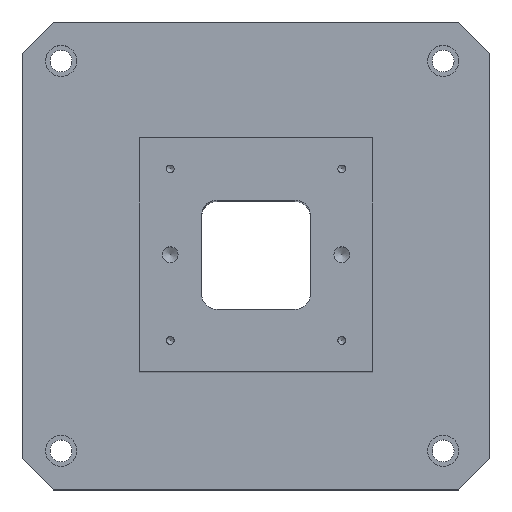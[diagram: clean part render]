
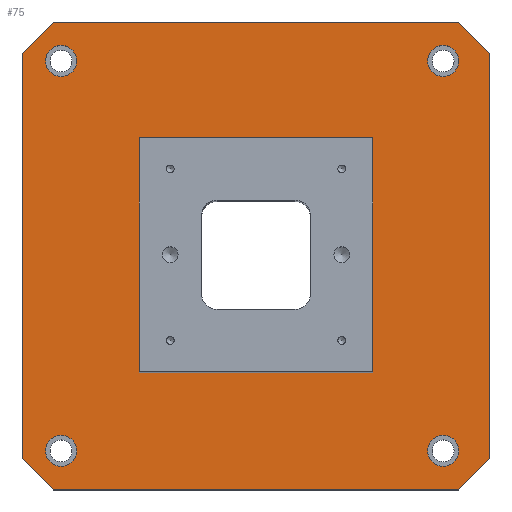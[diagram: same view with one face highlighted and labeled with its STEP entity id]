
A CAD part, top view. The second image highlights one B-rep face of the part: STEP entity #75.
In plain terms, the highlighted planar face has unit normal (0, 0, 1).
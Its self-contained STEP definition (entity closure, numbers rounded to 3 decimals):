
#75 = ADVANCED_FACE( '', ( #129, #130, #131, #132, #133, #134 ), #135, .T. );
#129 = FACE_BOUND( '', #285, .T. );
#130 = FACE_BOUND( '', #286, .T. );
#131 = FACE_BOUND( '', #287, .T. );
#132 = FACE_BOUND( '', #288, .T. );
#133 = FACE_OUTER_BOUND( '', #289, .T. );
#134 = FACE_BOUND( '', #290, .T. );
#135 = PLANE( '', #291 );
#285 = EDGE_LOOP( '', ( #441 ) );
#286 = EDGE_LOOP( '', ( #442 ) );
#287 = EDGE_LOOP( '', ( #443 ) );
#288 = EDGE_LOOP( '', ( #444 ) );
#289 = EDGE_LOOP( '', ( #445, #446, #447, #448, #449, #450, #451, #452 ) );
#290 = EDGE_LOOP( '', ( #453, #454, #455, #456 ) );
#291 = AXIS2_PLACEMENT_3D( '', #457, #458, #459 );
#441 = ORIENTED_EDGE( '', *, *, #797, .T. );
#442 = ORIENTED_EDGE( '', *, *, #798, .T. );
#443 = ORIENTED_EDGE( '', *, *, #799, .T. );
#444 = ORIENTED_EDGE( '', *, *, #800, .T. );
#445 = ORIENTED_EDGE( '', *, *, #801, .T. );
#446 = ORIENTED_EDGE( '', *, *, #802, .T. );
#447 = ORIENTED_EDGE( '', *, *, #803, .T. );
#448 = ORIENTED_EDGE( '', *, *, #804, .T. );
#449 = ORIENTED_EDGE( '', *, *, #805, .T. );
#450 = ORIENTED_EDGE( '', *, *, #806, .T. );
#451 = ORIENTED_EDGE( '', *, *, #807, .T. );
#452 = ORIENTED_EDGE( '', *, *, #808, .T. );
#453 = ORIENTED_EDGE( '', *, *, #809, .T. );
#454 = ORIENTED_EDGE( '', *, *, #810, .T. );
#455 = ORIENTED_EDGE( '', *, *, #811, .T. );
#456 = ORIENTED_EDGE( '', *, *, #812, .T. );
#457 = CARTESIAN_POINT( '', ( -150., -150., 50. ) );
#458 = DIRECTION( '', ( 0., 0., 1. ) );
#459 = DIRECTION( '', ( 1., 0., 0. ) );
#797 = EDGE_CURVE( '', #900, #900, #901, .T. );
#798 = EDGE_CURVE( '', #902, #902, #903, .T. );
#799 = EDGE_CURVE( '', #904, #904, #905, .T. );
#800 = EDGE_CURVE( '', #906, #906, #907, .T. );
#801 = EDGE_CURVE( '', #908, #909, #910, .T. );
#802 = EDGE_CURVE( '', #909, #911, #912, .F. );
#803 = EDGE_CURVE( '', #911, #913, #914, .T. );
#804 = EDGE_CURVE( '', #913, #915, #916, .F. );
#805 = EDGE_CURVE( '', #915, #917, #918, .T. );
#806 = EDGE_CURVE( '', #917, #919, #920, .F. );
#807 = EDGE_CURVE( '', #919, #921, #922, .T. );
#808 = EDGE_CURVE( '', #921, #908, #923, .F. );
#809 = EDGE_CURVE( '', #924, #925, #926, .T. );
#810 = EDGE_CURVE( '', #925, #927, #928, .T. );
#811 = EDGE_CURVE( '', #927, #929, #930, .T. );
#812 = EDGE_CURVE( '', #929, #924, #931, .T. );
#900 = VERTEX_POINT( '', #1068 );
#901 = CIRCLE( '', #1069, 10. );
#902 = VERTEX_POINT( '', #1070 );
#903 = CIRCLE( '', #1071, 10. );
#904 = VERTEX_POINT( '', #1072 );
#905 = CIRCLE( '', #1073, 10. );
#906 = VERTEX_POINT( '', #1074 );
#907 = CIRCLE( '', #1075, 10. );
#908 = VERTEX_POINT( '', #1076 );
#909 = VERTEX_POINT( '', #1077 );
#910 = LINE( '', #1078, #1079 );
#911 = VERTEX_POINT( '', #1080 );
#912 = LINE( '', #1081, #1082 );
#913 = VERTEX_POINT( '', #1083 );
#914 = LINE( '', #1084, #1085 );
#915 = VERTEX_POINT( '', #1086 );
#916 = LINE( '', #1087, #1088 );
#917 = VERTEX_POINT( '', #1089 );
#918 = LINE( '', #1090, #1091 );
#919 = VERTEX_POINT( '', #1092 );
#920 = LINE( '', #1093, #1094 );
#921 = VERTEX_POINT( '', #1095 );
#922 = LINE( '', #1096, #1097 );
#923 = LINE( '', #1098, #1099 );
#924 = VERTEX_POINT( '', #1100 );
#925 = VERTEX_POINT( '', #1101 );
#926 = LINE( '', #1102, #1103 );
#927 = VERTEX_POINT( '', #1104 );
#928 = LINE( '', #1105, #1106 );
#929 = VERTEX_POINT( '', #1107 );
#930 = LINE( '', #1108, #1109 );
#931 = LINE( '', #1110, #1111 );
#1068 = CARTESIAN_POINT( '', ( -125., -135., 50. ) );
#1069 = AXIS2_PLACEMENT_3D( '', #1288, #1289, #1290 );
#1070 = CARTESIAN_POINT( '', ( 120., -135., 50. ) );
#1071 = AXIS2_PLACEMENT_3D( '', #1291, #1292, #1293 );
#1072 = CARTESIAN_POINT( '', ( 120., 115., 50. ) );
#1073 = AXIS2_PLACEMENT_3D( '', #1294, #1295, #1296 );
#1074 = CARTESIAN_POINT( '', ( -125., 115., 50. ) );
#1075 = AXIS2_PLACEMENT_3D( '', #1297, #1298, #1299 );
#1076 = CARTESIAN_POINT( '', ( 130., 150., 50. ) );
#1077 = CARTESIAN_POINT( '', ( -130., 150., 50. ) );
#1078 = CARTESIAN_POINT( '', ( 150., 150., 50. ) );
#1079 = VECTOR( '', #1300, 1000. );
#1080 = CARTESIAN_POINT( '', ( -150., 130., 50. ) );
#1081 = CARTESIAN_POINT( '', ( -290., -10., 50. ) );
#1082 = VECTOR( '', #1301, 1000. );
#1083 = CARTESIAN_POINT( '', ( -150., -130., 50. ) );
#1084 = CARTESIAN_POINT( '', ( -150., 150., 50. ) );
#1085 = VECTOR( '', #1302, 1000. );
#1086 = CARTESIAN_POINT( '', ( -130., -150., 50. ) );
#1087 = CARTESIAN_POINT( '', ( -140., -140., 50. ) );
#1088 = VECTOR( '', #1303, 1000. );
#1089 = CARTESIAN_POINT( '', ( 130., -150., 50. ) );
#1090 = CARTESIAN_POINT( '', ( -150., -150., 50. ) );
#1091 = VECTOR( '', #1304, 1000. );
#1092 = CARTESIAN_POINT( '', ( 150., -130., 50. ) );
#1093 = CARTESIAN_POINT( '', ( -10., -290., 50. ) );
#1094 = VECTOR( '', #1305, 1000. );
#1095 = CARTESIAN_POINT( '', ( 150., 130., 50. ) );
#1096 = CARTESIAN_POINT( '', ( 150., -150., 50. ) );
#1097 = VECTOR( '', #1306, 1000. );
#1098 = CARTESIAN_POINT( '', ( 140., 140., 50. ) );
#1099 = VECTOR( '', #1307, 1000. );
#1100 = CARTESIAN_POINT( '', ( 75., -75., 50. ) );
#1101 = CARTESIAN_POINT( '', ( -75., -75., 50. ) );
#1102 = CARTESIAN_POINT( '', ( -150., -75., 50. ) );
#1103 = VECTOR( '', #1308, 1000. );
#1104 = CARTESIAN_POINT( '', ( -75., 75., 50. ) );
#1105 = CARTESIAN_POINT( '', ( -75., -150., 50. ) );
#1106 = VECTOR( '', #1309, 1000. );
#1107 = CARTESIAN_POINT( '', ( 75., 75., 50. ) );
#1108 = CARTESIAN_POINT( '', ( -150., 75., 50. ) );
#1109 = VECTOR( '', #1310, 1000. );
#1110 = CARTESIAN_POINT( '', ( 75., -150., 50. ) );
#1111 = VECTOR( '', #1311, 1000. );
#1288 = CARTESIAN_POINT( '', ( -125., -125., 50. ) );
#1289 = DIRECTION( '', ( 0., 0., -1. ) );
#1290 = DIRECTION( '', ( 0., -1., 0. ) );
#1291 = CARTESIAN_POINT( '', ( 120., -125., 50. ) );
#1292 = DIRECTION( '', ( 0., 0., -1. ) );
#1293 = DIRECTION( '', ( 0., -1., 0. ) );
#1294 = CARTESIAN_POINT( '', ( 120., 125., 50. ) );
#1295 = DIRECTION( '', ( 0., 0., -1. ) );
#1296 = DIRECTION( '', ( 0., -1., 0. ) );
#1297 = CARTESIAN_POINT( '', ( -125., 125., 50. ) );
#1298 = DIRECTION( '', ( 0., 0., -1. ) );
#1299 = DIRECTION( '', ( 0., -1., 0. ) );
#1300 = DIRECTION( '', ( -1., 0., 0. ) );
#1301 = DIRECTION( '', ( 0.707, 0.707, 0. ) );
#1302 = DIRECTION( '', ( 0., -1., 0. ) );
#1303 = DIRECTION( '', ( -0.707, 0.707, 0. ) );
#1304 = DIRECTION( '', ( 1., 0., 0. ) );
#1305 = DIRECTION( '', ( -0.707, -0.707, 0. ) );
#1306 = DIRECTION( '', ( 0., 1., 0. ) );
#1307 = DIRECTION( '', ( 0.707, -0.707, 0. ) );
#1308 = DIRECTION( '', ( -1., 0., 0. ) );
#1309 = DIRECTION( '', ( 0., 1., 0. ) );
#1310 = DIRECTION( '', ( 1., 0., 0. ) );
#1311 = DIRECTION( '', ( 0., -1., 0. ) );
